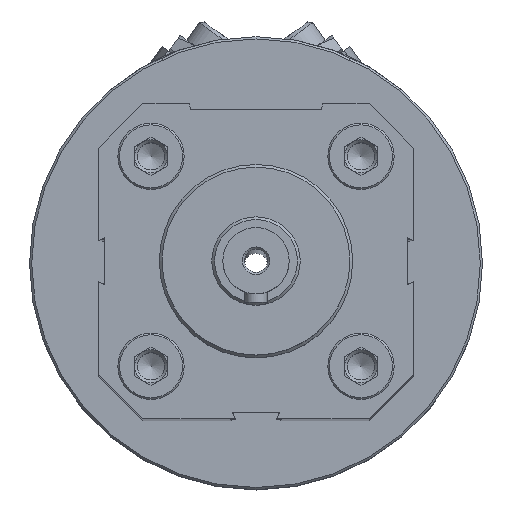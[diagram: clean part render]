
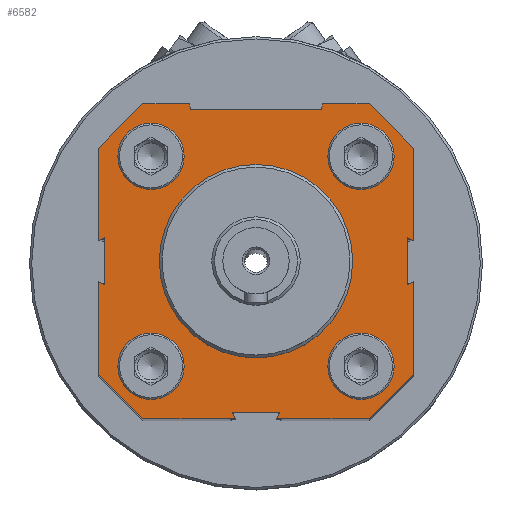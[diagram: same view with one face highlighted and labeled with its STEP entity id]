
A CAD part, top view. The second image highlights one B-rep face of the part: STEP entity #6582.
In plain terms, the highlighted face is planar.
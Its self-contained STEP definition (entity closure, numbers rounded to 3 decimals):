
#349=LINE('',#10089,#876);
#350=LINE('',#10092,#877);
#351=LINE('',#10094,#878);
#352=LINE('',#10096,#879);
#353=LINE('',#10098,#880);
#354=LINE('',#10100,#881);
#355=LINE('',#10102,#882);
#356=LINE('',#10104,#883);
#357=LINE('',#10106,#884);
#358=LINE('',#10108,#885);
#359=LINE('',#10110,#886);
#360=LINE('',#10112,#887);
#361=LINE('',#10114,#888);
#362=LINE('',#10116,#889);
#363=LINE('',#10118,#890);
#364=LINE('',#10120,#891);
#365=LINE('',#10122,#892);
#366=LINE('',#10124,#893);
#367=LINE('',#10126,#894);
#368=LINE('',#10128,#895);
#369=LINE('',#10130,#896);
#370=LINE('',#10132,#897);
#371=LINE('',#10134,#898);
#372=LINE('',#10136,#899);
#876=VECTOR('',#7954,1000.);
#877=VECTOR('',#7955,1000.);
#878=VECTOR('',#7956,1000.);
#879=VECTOR('',#7957,1000.);
#880=VECTOR('',#7958,1000.);
#881=VECTOR('',#7959,1000.);
#882=VECTOR('',#7960,1000.);
#883=VECTOR('',#7961,1000.);
#884=VECTOR('',#7962,1000.);
#885=VECTOR('',#7963,1000.);
#886=VECTOR('',#7964,1000.);
#887=VECTOR('',#7965,1000.);
#888=VECTOR('',#7966,1000.);
#889=VECTOR('',#7967,1000.);
#890=VECTOR('',#7968,1000.);
#891=VECTOR('',#7969,1000.);
#892=VECTOR('',#7970,1000.);
#893=VECTOR('',#7971,1000.);
#894=VECTOR('',#7972,1000.);
#895=VECTOR('',#7973,1000.);
#896=VECTOR('',#7974,1000.);
#897=VECTOR('',#7975,1000.);
#898=VECTOR('',#7976,1000.);
#899=VECTOR('',#7977,1000.);
#1403=ORIENTED_EDGE('',*,*,#3237,.F.);
#1404=ORIENTED_EDGE('',*,*,#3238,.F.);
#1405=ORIENTED_EDGE('',*,*,#3239,.F.);
#1406=ORIENTED_EDGE('',*,*,#3240,.F.);
#1407=ORIENTED_EDGE('',*,*,#3241,.F.);
#1408=ORIENTED_EDGE('',*,*,#3242,.F.);
#1409=ORIENTED_EDGE('',*,*,#3243,.F.);
#1410=ORIENTED_EDGE('',*,*,#3244,.F.);
#1411=ORIENTED_EDGE('',*,*,#3245,.F.);
#1412=ORIENTED_EDGE('',*,*,#3246,.F.);
#1413=ORIENTED_EDGE('',*,*,#3247,.F.);
#1414=ORIENTED_EDGE('',*,*,#3248,.F.);
#1415=ORIENTED_EDGE('',*,*,#3249,.F.);
#1416=ORIENTED_EDGE('',*,*,#3250,.F.);
#1417=ORIENTED_EDGE('',*,*,#3251,.F.);
#1418=ORIENTED_EDGE('',*,*,#3252,.F.);
#1419=ORIENTED_EDGE('',*,*,#3253,.F.);
#1420=ORIENTED_EDGE('',*,*,#3254,.F.);
#1421=ORIENTED_EDGE('',*,*,#3255,.F.);
#1422=ORIENTED_EDGE('',*,*,#3256,.F.);
#1423=ORIENTED_EDGE('',*,*,#3257,.F.);
#1424=ORIENTED_EDGE('',*,*,#3258,.F.);
#1425=ORIENTED_EDGE('',*,*,#3259,.F.);
#1426=ORIENTED_EDGE('',*,*,#3260,.F.);
#1427=ORIENTED_EDGE('',*,*,#3261,.F.);
#1428=ORIENTED_EDGE('',*,*,#3262,.F.);
#1429=ORIENTED_EDGE('',*,*,#3263,.F.);
#1430=ORIENTED_EDGE('',*,*,#3264,.F.);
#1431=ORIENTED_EDGE('',*,*,#3265,.F.);
#3237=EDGE_CURVE('',#4154,#4154,#4802,.T.);
#3238=EDGE_CURVE('',#4155,#4155,#4803,.T.);
#3239=EDGE_CURVE('',#4156,#4156,#4804,.F.);
#3240=EDGE_CURVE('',#4157,#4158,#349,.T.);
#3241=EDGE_CURVE('',#4159,#4157,#350,.T.);
#3242=EDGE_CURVE('',#4160,#4159,#351,.T.);
#3243=EDGE_CURVE('',#4161,#4160,#352,.T.);
#3244=EDGE_CURVE('',#4162,#4161,#353,.T.);
#3245=EDGE_CURVE('',#4163,#4162,#354,.T.);
#3246=EDGE_CURVE('',#4164,#4163,#355,.T.);
#3247=EDGE_CURVE('',#4165,#4164,#356,.T.);
#3248=EDGE_CURVE('',#4166,#4165,#357,.T.);
#3249=EDGE_CURVE('',#4167,#4166,#358,.T.);
#3250=EDGE_CURVE('',#4168,#4167,#359,.T.);
#3251=EDGE_CURVE('',#4169,#4168,#360,.T.);
#3252=EDGE_CURVE('',#4170,#4169,#361,.T.);
#3253=EDGE_CURVE('',#4171,#4170,#362,.T.);
#3254=EDGE_CURVE('',#4172,#4171,#363,.T.);
#3255=EDGE_CURVE('',#4173,#4172,#364,.T.);
#3256=EDGE_CURVE('',#4174,#4173,#365,.T.);
#3257=EDGE_CURVE('',#4175,#4174,#366,.T.);
#3258=EDGE_CURVE('',#4176,#4175,#367,.T.);
#3259=EDGE_CURVE('',#4177,#4176,#368,.T.);
#3260=EDGE_CURVE('',#4178,#4177,#369,.T.);
#3261=EDGE_CURVE('',#4179,#4178,#370,.T.);
#3262=EDGE_CURVE('',#4180,#4179,#371,.T.);
#3263=EDGE_CURVE('',#4158,#4180,#372,.T.);
#3264=EDGE_CURVE('',#4181,#4181,#4805,.T.);
#3265=EDGE_CURVE('',#4182,#4182,#4806,.T.);
#4154=VERTEX_POINT('',#10084);
#4155=VERTEX_POINT('',#10086);
#4156=VERTEX_POINT('',#10088);
#4157=VERTEX_POINT('',#10090);
#4158=VERTEX_POINT('',#10091);
#4159=VERTEX_POINT('',#10093);
#4160=VERTEX_POINT('',#10095);
#4161=VERTEX_POINT('',#10097);
#4162=VERTEX_POINT('',#10099);
#4163=VERTEX_POINT('',#10101);
#4164=VERTEX_POINT('',#10103);
#4165=VERTEX_POINT('',#10105);
#4166=VERTEX_POINT('',#10107);
#4167=VERTEX_POINT('',#10109);
#4168=VERTEX_POINT('',#10111);
#4169=VERTEX_POINT('',#10113);
#4170=VERTEX_POINT('',#10115);
#4171=VERTEX_POINT('',#10117);
#4172=VERTEX_POINT('',#10119);
#4173=VERTEX_POINT('',#10121);
#4174=VERTEX_POINT('',#10123);
#4175=VERTEX_POINT('',#10125);
#4176=VERTEX_POINT('',#10127);
#4177=VERTEX_POINT('',#10129);
#4178=VERTEX_POINT('',#10131);
#4179=VERTEX_POINT('',#10133);
#4180=VERTEX_POINT('',#10135);
#4181=VERTEX_POINT('',#10138);
#4182=VERTEX_POINT('',#10140);
#4802=CIRCLE('',#7141,6.);
#4803=CIRCLE('',#7142,6.);
#4804=CIRCLE('',#7143,17.5);
#4805=CIRCLE('',#7144,6.);
#4806=CIRCLE('',#7145,6.);
#5158=EDGE_LOOP('',(#1403));
#5159=EDGE_LOOP('',(#1404));
#5160=EDGE_LOOP('',(#1405));
#5161=EDGE_LOOP('',(#1406,#1407,#1408,#1409,#1410,#1411,#1412,#1413,#1414,
#1415,#1416,#1417,#1418,#1419,#1420,#1421,#1422,#1423,#1424,#1425,#1426,
#1427,#1428,#1429));
#5162=EDGE_LOOP('',(#1430));
#5163=EDGE_LOOP('',(#1431));
#5751=FACE_BOUND('',#5158,.T.);
#5752=FACE_BOUND('',#5159,.T.);
#5753=FACE_BOUND('',#5160,.T.);
#5754=FACE_BOUND('',#5161,.T.);
#5755=FACE_BOUND('',#5162,.T.);
#5756=FACE_BOUND('',#5163,.T.);
#6352=PLANE('',#7140);
#6582=ADVANCED_FACE('',(#5751,#5752,#5753,#5754,#5755,#5756),#6352,.F.);
#7140=AXIS2_PLACEMENT_3D('',#10082,#7946,#7947);
#7141=AXIS2_PLACEMENT_3D('',#10083,#7948,#7949);
#7142=AXIS2_PLACEMENT_3D('',#10085,#7950,#7951);
#7143=AXIS2_PLACEMENT_3D('',#10087,#7952,#7953);
#7144=AXIS2_PLACEMENT_3D('',#10137,#7978,#7979);
#7145=AXIS2_PLACEMENT_3D('',#10139,#7980,#7981);
#7946=DIRECTION('',(1.,0.,0.));
#7947=DIRECTION('',(0.,0.,-1.));
#7948=DIRECTION('',(-1.,0.,0.));
#7949=DIRECTION('',(0.,0.,1.));
#7950=DIRECTION('',(-1.,0.,0.));
#7951=DIRECTION('',(0.,0.,1.));
#7952=DIRECTION('',(1.,0.,0.));
#7953=DIRECTION('',(0.,0.,-1.));
#7954=DIRECTION('',(0.,-1.,0.));
#7955=DIRECTION('',(0.,0.429,0.903));
#7956=DIRECTION('',(0.,-1.,0.));
#7957=DIRECTION('',(0.,0.429,-0.903));
#7958=DIRECTION('',(0.,-1.,0.));
#7959=DIRECTION('',(0.,-0.707,0.707));
#7960=DIRECTION('',(0.,0.,1.));
#7961=DIRECTION('',(0.,0.996,0.087));
#7962=DIRECTION('',(0.,0.,1.));
#7963=DIRECTION('',(0.,-0.996,0.087));
#7964=DIRECTION('',(0.,0.,1.));
#7965=DIRECTION('',(0.,0.707,0.707));
#7966=DIRECTION('',(0.,1.,0.));
#7967=DIRECTION('',(0.,-0.429,-0.903));
#7968=DIRECTION('',(0.,1.,0.));
#7969=DIRECTION('',(0.,-0.429,0.903));
#7970=DIRECTION('',(0.,1.,0.));
#7971=DIRECTION('',(0.,0.707,-0.707));
#7972=DIRECTION('',(0.,0.,-1.));
#7973=DIRECTION('',(0.,-0.903,0.429));
#7974=DIRECTION('',(0.,0.,-1.));
#7975=DIRECTION('',(0.,0.903,0.429));
#7976=DIRECTION('',(0.,0.,-1.));
#7977=DIRECTION('',(0.,-0.707,-0.707));
#7978=DIRECTION('',(-1.,0.,0.));
#7979=DIRECTION('',(0.,0.,1.));
#7980=DIRECTION('',(-1.,0.,0.));
#7981=DIRECTION('',(0.,0.,1.));
#10082=CARTESIAN_POINT('',(-271.2,0.,0.));
#10083=CARTESIAN_POINT('',(-271.2,-19.,19.));
#10084=CARTESIAN_POINT('',(-271.2,-19.,25.));
#10085=CARTESIAN_POINT('',(-271.2,19.,-19.));
#10086=CARTESIAN_POINT('',(-271.2,19.,-13.));
#10087=CARTESIAN_POINT('',(-271.2,0.,0.));
#10088=CARTESIAN_POINT('',(-271.2,0.,-17.5));
#10089=CARTESIAN_POINT('',(-271.2,-3.734,28.5));
#10090=CARTESIAN_POINT('',(-271.2,-3.734,28.5));
#10091=CARTESIAN_POINT('',(-271.2,-20.5,28.5));
#10092=CARTESIAN_POINT('',(-271.2,-4.275,27.36));
#10093=CARTESIAN_POINT('',(-271.2,-4.275,27.36));
#10094=CARTESIAN_POINT('',(-271.2,4.275,27.36));
#10095=CARTESIAN_POINT('',(-271.2,4.275,27.36));
#10096=CARTESIAN_POINT('',(-271.2,3.734,28.5));
#10097=CARTESIAN_POINT('',(-271.2,3.734,28.5));
#10098=CARTESIAN_POINT('',(-271.2,20.5,28.5));
#10099=CARTESIAN_POINT('',(-271.2,20.5,28.5));
#10100=CARTESIAN_POINT('',(-271.2,28.5,20.5));
#10101=CARTESIAN_POINT('',(-271.2,28.5,20.5));
#10102=CARTESIAN_POINT('',(-271.2,28.5,12.));
#10103=CARTESIAN_POINT('',(-271.2,28.5,12.));
#10104=CARTESIAN_POINT('',(-271.2,27.474,11.91));
#10105=CARTESIAN_POINT('',(-271.2,27.474,11.91));
#10106=CARTESIAN_POINT('',(-271.2,27.474,-11.91));
#10107=CARTESIAN_POINT('',(-271.2,27.474,-11.91));
#10108=CARTESIAN_POINT('',(-271.2,28.5,-12.));
#10109=CARTESIAN_POINT('',(-271.2,28.5,-12.));
#10110=CARTESIAN_POINT('',(-271.2,28.5,-20.5));
#10111=CARTESIAN_POINT('',(-271.2,28.5,-20.5));
#10112=CARTESIAN_POINT('',(-271.2,20.5,-28.5));
#10113=CARTESIAN_POINT('',(-271.2,20.5,-28.5));
#10114=CARTESIAN_POINT('',(-271.2,3.734,-28.5));
#10115=CARTESIAN_POINT('',(-271.2,3.734,-28.5));
#10116=CARTESIAN_POINT('',(-271.2,4.275,-27.36));
#10117=CARTESIAN_POINT('',(-271.2,4.275,-27.36));
#10118=CARTESIAN_POINT('',(-271.2,-4.275,-27.36));
#10119=CARTESIAN_POINT('',(-271.2,-4.275,-27.36));
#10120=CARTESIAN_POINT('',(-271.2,-3.734,-28.5));
#10121=CARTESIAN_POINT('',(-271.2,-3.734,-28.5));
#10122=CARTESIAN_POINT('',(-271.2,-20.5,-28.5));
#10123=CARTESIAN_POINT('',(-271.2,-20.5,-28.5));
#10124=CARTESIAN_POINT('',(-271.2,-28.5,-20.5));
#10125=CARTESIAN_POINT('',(-271.2,-28.5,-20.5));
#10126=CARTESIAN_POINT('',(-271.2,-28.5,-3.734));
#10127=CARTESIAN_POINT('',(-271.2,-28.5,-3.734));
#10128=CARTESIAN_POINT('',(-271.2,-27.36,-4.275));
#10129=CARTESIAN_POINT('',(-271.2,-27.36,-4.275));
#10130=CARTESIAN_POINT('',(-271.2,-27.36,4.275));
#10131=CARTESIAN_POINT('',(-271.2,-27.36,4.275));
#10132=CARTESIAN_POINT('',(-271.2,-28.5,3.734));
#10133=CARTESIAN_POINT('',(-271.2,-28.5,3.734));
#10134=CARTESIAN_POINT('',(-271.2,-28.5,20.5));
#10135=CARTESIAN_POINT('',(-271.2,-28.5,20.5));
#10136=CARTESIAN_POINT('',(-271.2,-20.5,28.5));
#10137=CARTESIAN_POINT('',(-271.2,-19.,-19.));
#10138=CARTESIAN_POINT('',(-271.2,-19.,-13.));
#10139=CARTESIAN_POINT('',(-271.2,19.,19.));
#10140=CARTESIAN_POINT('',(-271.2,19.,25.));
